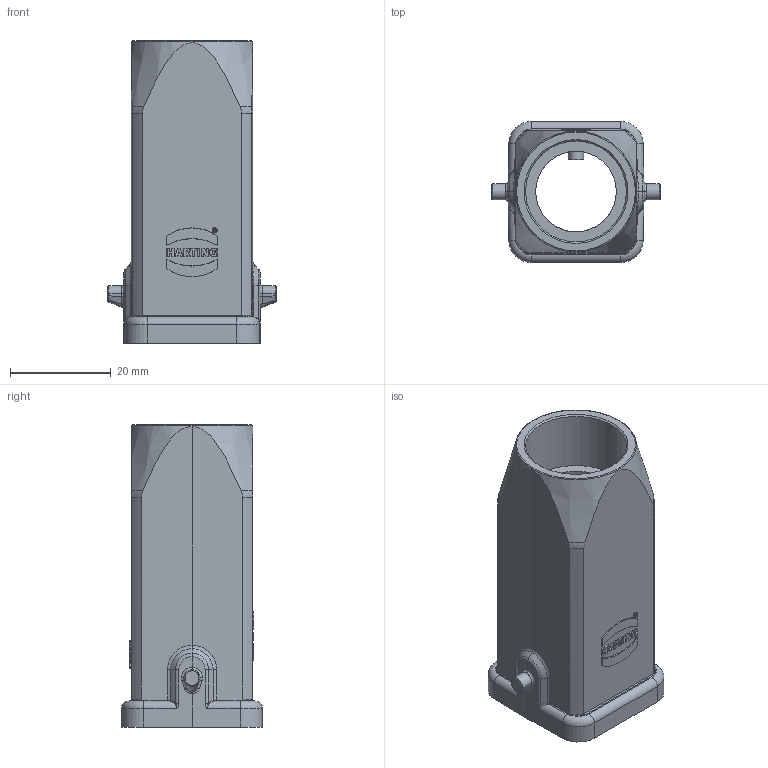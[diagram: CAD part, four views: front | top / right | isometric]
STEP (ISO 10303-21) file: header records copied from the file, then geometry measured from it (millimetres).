
FILE_DESCRIPTION(/* description */ (''),/* implementation_level */ '2;1');
FILE_NAME(/* name */ '100095400ugm000_d.stp',/* time_stamp */ '2017-10-27T13:32:45+02:00',/* author */ (''),/* organization */ (''),/* preprocessor_version */ 'ST-DEVELOPER v16',/* originating_system */ 'SIEMENS PLM Software NX 10.0',/* authorisation */ '');
FILE_SCHEMA (('AUTOMOTIVE_DESIGN { 1 0 10303 214 3 1 1 1 }'));
Length unit declared in the file: millimetre
Products named in the file (1): 100095400ugm000_d
Bounding box: 33.4 x 28 x 60 mm (x, y, z)
Volume: 9358.1 mm3; surface area: 11473.3 mm2
Topology: 2 solids, 2 shells, 401 faces, 976 edges, 597 vertices
Faces by surface type: plane 137, bspline 128, cylinder 70, torus 44, cone 22
Full cylindrical faces by diameter (mm): 3 x1, 3.08 x1, 5.9 x1, 16 x1, 20 x1
Entity records: 18707 total; most frequent: CARTESIAN_POINT 7798, ORIENTED_EDGE 1892, DIRECTION 1378, EDGE_CURVE 946, VERTEX_POINT 583, AXIS2_PLACEMENT_3D 512, EDGE_LOOP 439, ADVANCED_FACE 401
